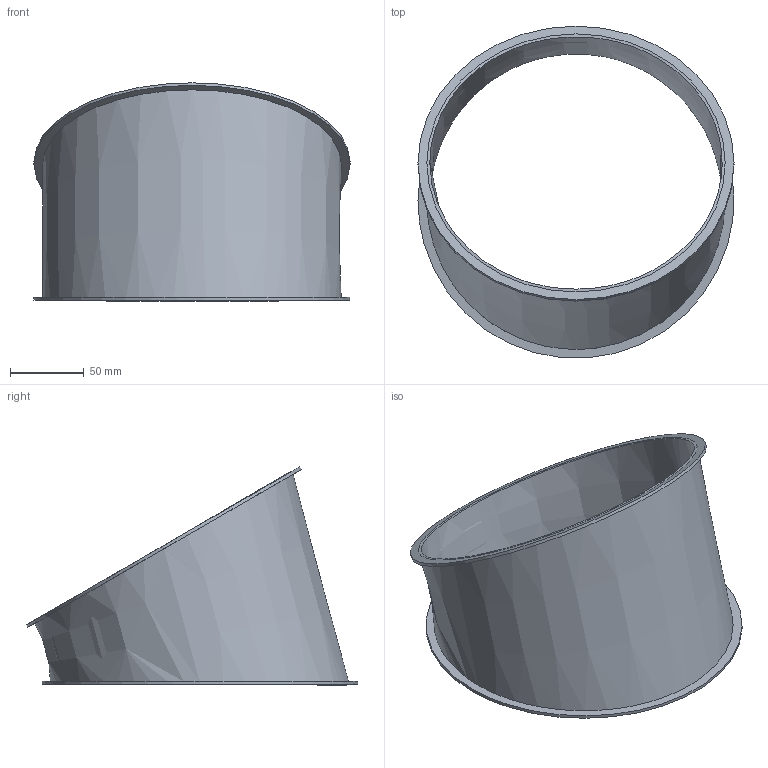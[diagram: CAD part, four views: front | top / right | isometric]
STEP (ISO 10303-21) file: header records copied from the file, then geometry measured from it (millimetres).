
FILE_DESCRIPTION((''),'2;1');
FILE_NAME('Ø200x2 30°.stp','2010-11-12T10:12:42',('cnickl'),(''),'Autodesk Inventor 2011','Autodesk Inventor 2011','');
FILE_SCHEMA(('AUTOMOTIVE_DESIGN { 1 0 10303 214 1 1 1 1 }'));
Length unit declared in the file: millimetre
Products named in the file (1): Parameterskizze Segmente neu
Bounding box: 214 x 224.47 x 147.82 mm (x, y, z)
Volume: 135494.8 mm3; surface area: 140593.3 mm2
Topology: 1 solids, 1 shells, 13 faces, 39 edges, 33 vertices
Faces by surface type: bspline 7, plane 4, cylinder 2
Full cylindrical faces by diameter (mm): 214 x1
Entity records: 1891 total; most frequent: CARTESIAN_POINT 1521, ORIENTED_EDGE 58, DIRECTION 42, EDGE_CURVE 29, B_SPLINE_CURVE_WITH_KNOTS 18, EDGE_LOOP 18, VERTEX_POINT 17, AXIS2_PLACEMENT_3D 15
